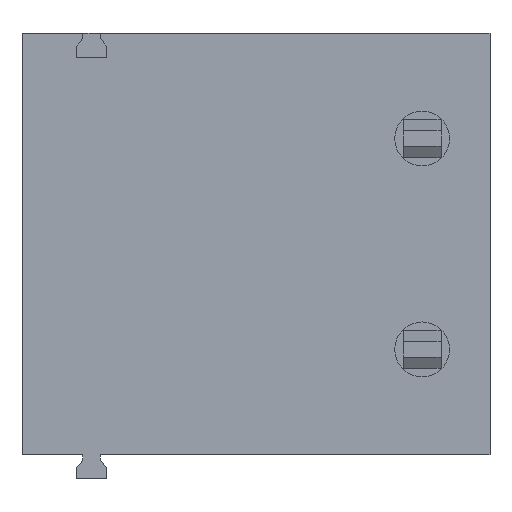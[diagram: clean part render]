
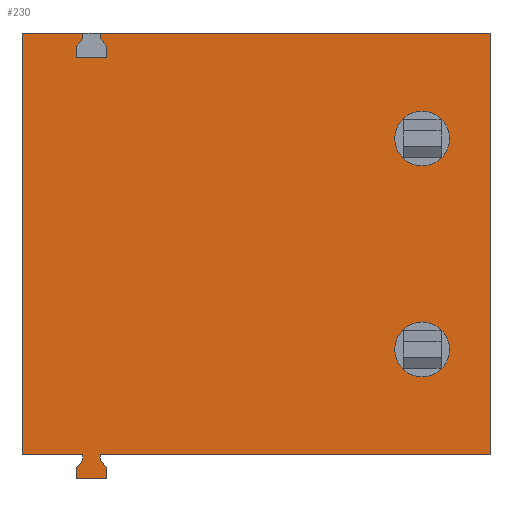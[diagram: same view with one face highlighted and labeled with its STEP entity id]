
A CAD part, front view. The second image highlights one B-rep face of the part: STEP entity #230.
In plain terms, the highlighted planar face has unit normal (0, -1, 0).
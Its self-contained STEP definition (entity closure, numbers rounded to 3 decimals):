
#230=ADVANCED_FACE('',(#561,#562,#563),#564,.T.);
#561=FACE_OUTER_BOUND('',#998,.T.);
#562=FACE_BOUND('',#999,.T.);
#563=FACE_BOUND('',#1000,.T.);
#564=PLANE('',#1001);
#998=EDGE_LOOP('',(#1600,#1601,#1602,#1603,#1604,#1605,#1606,#1607,#1608,#1609,#1610,#1611,#1612,#1613,#1614,#1615,#1616,#1617,#1618,#1619));
#999=EDGE_LOOP('',(#1620,#1621));
#1000=EDGE_LOOP('',(#1622,#1623));
#1001=AXIS2_PLACEMENT_3D('',#1624,#1625,#1626);
#1600=ORIENTED_EDGE('',*,*,#2781,.T.);
#1601=ORIENTED_EDGE('',*,*,#2782,.T.);
#1602=ORIENTED_EDGE('',*,*,#2783,.F.);
#1603=ORIENTED_EDGE('',*,*,#2714,.F.);
#1604=ORIENTED_EDGE('',*,*,#2724,.F.);
#1605=ORIENTED_EDGE('',*,*,#2784,.F.);
#1606=ORIENTED_EDGE('',*,*,#2705,.F.);
#1607=ORIENTED_EDGE('',*,*,#2785,.F.);
#1608=ORIENTED_EDGE('',*,*,#2786,.F.);
#1609=ORIENTED_EDGE('',*,*,#2787,.T.);
#1610=ORIENTED_EDGE('',*,*,#2788,.F.);
#1611=ORIENTED_EDGE('',*,*,#2789,.F.);
#1612=ORIENTED_EDGE('',*,*,#2790,.T.);
#1613=ORIENTED_EDGE('',*,*,#2791,.T.);
#1614=ORIENTED_EDGE('',*,*,#2792,.T.);
#1615=ORIENTED_EDGE('',*,*,#2793,.T.);
#1616=ORIENTED_EDGE('',*,*,#2794,.T.);
#1617=ORIENTED_EDGE('',*,*,#2795,.T.);
#1618=ORIENTED_EDGE('',*,*,#2796,.T.);
#1619=ORIENTED_EDGE('',*,*,#2797,.F.);
#1620=ORIENTED_EDGE('',*,*,#2798,.F.);
#1621=ORIENTED_EDGE('',*,*,#2799,.F.);
#1622=ORIENTED_EDGE('',*,*,#2800,.F.);
#1623=ORIENTED_EDGE('',*,*,#2653,.F.);
#1624=CARTESIAN_POINT('',(-0.447,0.0,1.115));
#1625=DIRECTION('',(0.0,-1.0,0.0));
#1626=DIRECTION('',(0.0,0.0,-1.0));
#2653=EDGE_CURVE('',#3186,#3181,#3188,.T.);
#2705=EDGE_CURVE('',#3277,#3278,#3279,.T.);
#2714=EDGE_CURVE('',#3292,#3293,#3294,.T.);
#2724=EDGE_CURVE('',#3310,#3292,#3311,.T.);
#2781=EDGE_CURVE('',#3407,#3408,#3409,.T.);
#2782=EDGE_CURVE('',#3408,#3410,#3411,.T.);
#2783=EDGE_CURVE('',#3293,#3410,#3412,.T.);
#2784=EDGE_CURVE('',#3278,#3310,#3413,.T.);
#2785=EDGE_CURVE('',#3414,#3277,#3415,.T.);
#2786=EDGE_CURVE('',#3416,#3414,#3417,.T.);
#2787=EDGE_CURVE('',#3416,#3418,#3419,.T.);
#2788=EDGE_CURVE('',#3420,#3418,#3421,.T.);
#2789=EDGE_CURVE('',#3422,#3420,#3423,.T.);
#2790=EDGE_CURVE('',#3422,#3424,#3425,.T.);
#2791=EDGE_CURVE('',#3424,#3426,#3427,.T.);
#2792=EDGE_CURVE('',#3426,#3428,#3429,.T.);
#2793=EDGE_CURVE('',#3428,#3430,#3431,.T.);
#2794=EDGE_CURVE('',#3430,#3432,#3433,.T.);
#2795=EDGE_CURVE('',#3432,#3434,#3435,.T.);
#2796=EDGE_CURVE('',#3434,#3436,#3437,.T.);
#2797=EDGE_CURVE('',#3407,#3436,#3438,.T.);
#2798=EDGE_CURVE('',#3439,#3440,#3441,.T.);
#2799=EDGE_CURVE('',#3440,#3439,#3442,.T.);
#2800=EDGE_CURVE('',#3181,#3186,#3443,.T.);
#3181=VERTEX_POINT('',#3948);
#3186=VERTEX_POINT('',#3954);
#3188=CIRCLE('',#3957,0.65);
#3277=VERTEX_POINT('',#4077);
#3278=VERTEX_POINT('',#4078);
#3279=LINE('',#4079,#4080);
#3292=VERTEX_POINT('',#4099);
#3293=VERTEX_POINT('',#4100);
#3294=LINE('',#4101,#4102);
#3310=VERTEX_POINT('',#4125);
#3311=LINE('',#4126,#4127);
#3407=VERTEX_POINT('',#4261);
#3408=VERTEX_POINT('',#4262);
#3409=LINE('',#4263,#4264);
#3410=VERTEX_POINT('',#4265);
#3411=LINE('',#4266,#4267);
#3412=LINE('',#4268,#4269);
#3413=LINE('',#4270,#4271);
#3414=VERTEX_POINT('',#4272);
#3415=LINE('',#4273,#4274);
#3416=VERTEX_POINT('',#4275);
#3417=LINE('',#4276,#4277);
#3418=VERTEX_POINT('',#4278);
#3419=LINE('',#4279,#4280);
#3420=VERTEX_POINT('',#4281);
#3421=LINE('',#4282,#4283);
#3422=VERTEX_POINT('',#4284);
#3423=LINE('',#4285,#4286);
#3424=VERTEX_POINT('',#4287);
#3425=LINE('',#4288,#4289);
#3426=VERTEX_POINT('',#4290);
#3427=LINE('',#4291,#4292);
#3428=VERTEX_POINT('',#4293);
#3429=LINE('',#4294,#4295);
#3430=VERTEX_POINT('',#4296);
#3431=LINE('',#4297,#4298);
#3432=VERTEX_POINT('',#4299);
#3433=LINE('',#4300,#4301);
#3434=VERTEX_POINT('',#4302);
#3435=LINE('',#4303,#4304);
#3436=VERTEX_POINT('',#4305);
#3437=LINE('',#4306,#4307);
#3438=LINE('',#4308,#4309);
#3439=VERTEX_POINT('',#4310);
#3440=VERTEX_POINT('',#4311);
#3441=CIRCLE('',#4312,0.65);
#3442=CIRCLE('',#4313,0.65);
#3443=CIRCLE('',#4314,0.65);
#3948=CARTESIAN_POINT('',(8.84,0.0,-2.5));
#3954=CARTESIAN_POINT('',(10.14,0.0,-2.5));
#3957=AXIS2_PLACEMENT_3D('',#4984,#4985,#4986);
#4077=CARTESIAN_POINT('',(2.007,0.0,-10.307));
#4078=CARTESIAN_POINT('',(2.007,0.0,-10.57));
#4079=CARTESIAN_POINT('',(2.007,0.0,-2.5));
#4080=VECTOR('',#5045,1.0);
#4099=CARTESIAN_POINT('',(1.293,0.0,-10.307));
#4100=CARTESIAN_POINT('',(1.443,0.0,-10.129));
#4101=CARTESIAN_POINT('',(7.858,0.0,-2.5));
#4102=VECTOR('',#5052,1.0);
#4125=CARTESIAN_POINT('',(1.293,0.0,-10.57));
#4126=CARTESIAN_POINT('',(1.293,0.0,-2.5));
#4127=VECTOR('',#5060,1.0);
#4261=CARTESIAN_POINT('',(0.0,0.0,0.0));
#4262=CARTESIAN_POINT('',(0.0,0.0,-10.0));
#4263=CARTESIAN_POINT('',(0.0,0.0,-2.5));
#4264=VECTOR('',#5117,1.0);
#4265=CARTESIAN_POINT('',(1.443,0.0,-10.0));
#4266=CARTESIAN_POINT('',(49.607,0.0,-10.0));
#4267=VECTOR('',#5118,1.0);
#4268=CARTESIAN_POINT('',(1.443,0.0,-2.5));
#4269=VECTOR('',#5119,1.0);
#4270=CARTESIAN_POINT('',(49.607,0.0,-10.57));
#4271=VECTOR('',#5120,1.0);
#4272=CARTESIAN_POINT('',(1.857,0.0,-10.129));
#4273=CARTESIAN_POINT('',(-4.558,0.0,-2.5));
#4274=VECTOR('',#5121,1.0);
#4275=CARTESIAN_POINT('',(1.857,0.0,-10.0));
#4276=CARTESIAN_POINT('',(1.857,0.0,-2.5));
#4277=VECTOR('',#5122,1.0);
#4278=CARTESIAN_POINT('',(11.1,0.0,-10.0));
#4279=CARTESIAN_POINT('',(49.607,0.0,-10.0));
#4280=VECTOR('',#5123,1.0);
#4281=CARTESIAN_POINT('',(11.1,0.0,0.0));
#4282=CARTESIAN_POINT('',(11.1,0.0,-2.5));
#4283=VECTOR('',#5124,1.0);
#4284=CARTESIAN_POINT('',(1.857,0.0,0.0));
#4285=CARTESIAN_POINT('',(49.607,0.0,0.0));
#4286=VECTOR('',#5125,1.0);
#4287=CARTESIAN_POINT('',(1.857,0.0,-0.129));
#4288=CARTESIAN_POINT('',(1.857,0.0,-2.5));
#4289=VECTOR('',#5126,1.0);
#4290=CARTESIAN_POINT('',(2.007,0.0,-0.307));
#4291=CARTESIAN_POINT('',(3.851,0.0,-2.5));
#4292=VECTOR('',#5127,1.0);
#4293=CARTESIAN_POINT('',(2.007,0.0,-0.57));
#4294=CARTESIAN_POINT('',(2.007,0.0,-2.5));
#4295=VECTOR('',#5128,1.0);
#4296=CARTESIAN_POINT('',(1.293,0.0,-0.57));
#4297=CARTESIAN_POINT('',(49.607,0.0,-0.57));
#4298=VECTOR('',#5129,1.0);
#4299=CARTESIAN_POINT('',(1.293,0.0,-0.307));
#4300=CARTESIAN_POINT('',(1.293,0.0,-2.5));
#4301=VECTOR('',#5130,1.0);
#4302=CARTESIAN_POINT('',(1.443,0.0,-0.129));
#4303=CARTESIAN_POINT('',(-0.551,0.0,-2.5));
#4304=VECTOR('',#5131,1.0);
#4305=CARTESIAN_POINT('',(1.443,0.0,0.0));
#4306=CARTESIAN_POINT('',(1.443,0.0,-2.5));
#4307=VECTOR('',#5132,1.0);
#4308=CARTESIAN_POINT('',(49.607,0.0,0.0));
#4309=VECTOR('',#5133,1.0);
#4310=CARTESIAN_POINT('',(8.84,0.0,-7.5));
#4311=CARTESIAN_POINT('',(10.14,0.0,-7.5));
#4312=AXIS2_PLACEMENT_3D('',#5134,#5135,#5136);
#4313=AXIS2_PLACEMENT_3D('',#5137,#5138,#5139);
#4314=AXIS2_PLACEMENT_3D('',#5140,#5141,#5142);
#4984=CARTESIAN_POINT('',(9.49,0.0,-2.5));
#4985=DIRECTION('',(0.0,-1.0,0.0));
#4986=DIRECTION('',(1.0,0.0,0.0));
#5045=DIRECTION('',(0.0,0.0,-1.0));
#5052=DIRECTION('',(0.644,0.0,0.765));
#5060=DIRECTION('',(0.,0.0,1.0));
#5117=DIRECTION('',(0.0,0.0,-1.0));
#5118=DIRECTION('',(1.0,0.0,0.0));
#5119=DIRECTION('',(0.0,0.0,1.0));
#5120=DIRECTION('',(-1.0,0.0,0.0));
#5121=DIRECTION('',(0.644,0.0,-0.765));
#5122=DIRECTION('',(0.,0.0,-1.0));
#5123=DIRECTION('',(1.0,0.0,0.0));
#5124=DIRECTION('',(0.0,0.0,-1.0));
#5125=DIRECTION('',(1.0,0.0,0.0));
#5126=DIRECTION('',(0.,0.0,-1.0));
#5127=DIRECTION('',(0.644,0.0,-0.765));
#5128=DIRECTION('',(0.0,0.0,-1.0));
#5129=DIRECTION('',(-1.0,0.0,0.0));
#5130=DIRECTION('',(0.,0.0,1.0));
#5131=DIRECTION('',(0.644,0.0,0.765));
#5132=DIRECTION('',(0.0,0.0,1.0));
#5133=DIRECTION('',(1.0,0.0,0.0));
#5134=CARTESIAN_POINT('',(9.49,0.0,-7.5));
#5135=DIRECTION('',(0.0,-1.0,0.0));
#5136=DIRECTION('',(1.0,0.0,0.0));
#5137=CARTESIAN_POINT('',(9.49,0.0,-7.5));
#5138=DIRECTION('',(0.0,-1.0,0.0));
#5139=DIRECTION('',(1.0,0.0,0.0));
#5140=CARTESIAN_POINT('',(9.49,0.0,-2.5));
#5141=DIRECTION('',(0.0,-1.0,0.0));
#5142=DIRECTION('',(1.0,0.0,0.0));
